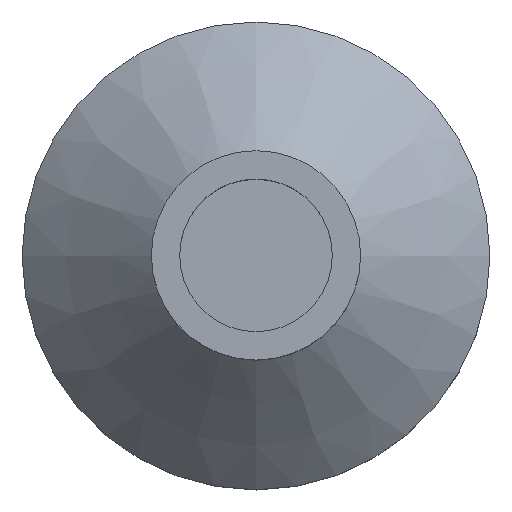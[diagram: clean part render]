
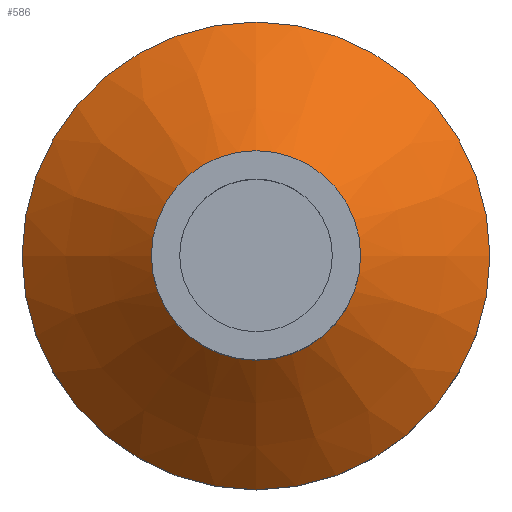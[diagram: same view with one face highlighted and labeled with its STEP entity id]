
A CAD part, top view. The second image highlights one B-rep face of the part: STEP entity #586.
In plain terms, the highlighted conical face has half-angle 47.564 degrees and reference radius 24.13 mm.
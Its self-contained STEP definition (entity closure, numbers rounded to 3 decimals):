
#265 = EDGE_CURVE('',#266,#266,#268,.T.);
#266 = VERTEX_POINT('',#267);
#267 = CARTESIAN_POINT('',(10.795,0.,24.892));
#268 = CIRCLE('',#269,10.795);
#269 = AXIS2_PLACEMENT_3D('',#270,#271,#272);
#270 = CARTESIAN_POINT('',(0.,0.,24.892));
#271 = DIRECTION('',(0.,0.,-1.));
#272 = DIRECTION('',(1.,0.,0.));
#586 = ADVANCED_FACE('',(#587),#606,.T.);
#587 = FACE_BOUND('',#588,.F.);
#588 = EDGE_LOOP('',(#589,#598,#604,#605));
#589 = ORIENTED_EDGE('',*,*,#590,.T.);
#590 = EDGE_CURVE('',#591,#591,#593,.T.);
#591 = VERTEX_POINT('',#592);
#592 = CARTESIAN_POINT('',(24.13,0.,12.7));
#593 = CIRCLE('',#594,24.13);
#594 = AXIS2_PLACEMENT_3D('',#595,#596,#597);
#595 = CARTESIAN_POINT('',(0.,0.,12.7));
#596 = DIRECTION('',(0.,0.,-1.));
#597 = DIRECTION('',(1.,0.,0.));
#598 = ORIENTED_EDGE('',*,*,#599,.T.);
#599 = EDGE_CURVE('',#591,#266,#600,.T.);
#600 = LINE('',#601,#602);
#601 = CARTESIAN_POINT('',(24.13,0.,12.7));
#602 = VECTOR('',#603,1.);
#603 = DIRECTION('',(-0.738,0.,0.675));
#604 = ORIENTED_EDGE('',*,*,#265,.F.);
#605 = ORIENTED_EDGE('',*,*,#599,.F.);
#606 = CONICAL_SURFACE('',#607,24.13,0.83);
#607 = AXIS2_PLACEMENT_3D('',#608,#609,#610);
#608 = CARTESIAN_POINT('',(0.,0.,12.7));
#609 = DIRECTION('',(0.,0.,-1.));
#610 = DIRECTION('',(1.,0.,0.));
